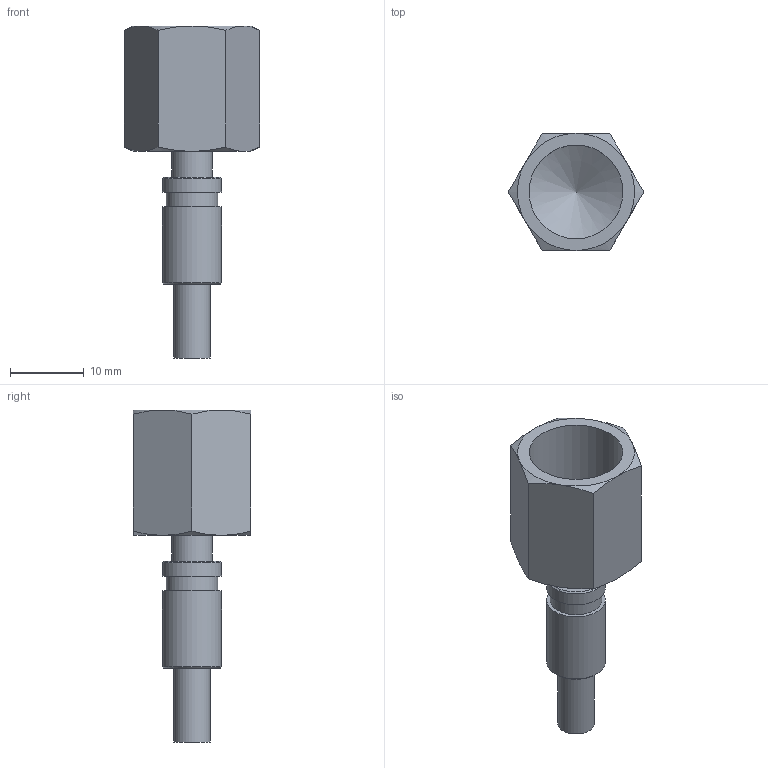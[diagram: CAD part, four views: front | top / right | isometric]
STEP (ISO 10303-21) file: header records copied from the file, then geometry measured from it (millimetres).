
FILE_DESCRIPTION(/* description */ (''),/* implementation_level */ '2;1');
FILE_NAME(/* name */ 'PNK-MG05-J1-2-TP.stp',/* time_stamp */ '2025-01-07T09:57:47-03:00',/* author */ ('Jefferson'),/* organization */ (''),/* preprocessor_version */ 'ST-DEVELOPER v19',/* originating_system */ 'Autodesk Inventor 2023',/* authorisation */ '');
FILE_SCHEMA (('AUTOMOTIVE_DESIGN { 1 0 10303 214 3 1 1 }'));
Length unit declared in the file: millimetre
Products named in the file (1): PNK-MG05-J1-2-TP
Bounding box: 18.33 x 15.88 x 45 mm (x, y, z)
Volume: 3226.9 mm3; surface area: 2512 mm2
Topology: 1 solids, 1 shells, 240 faces, 624 edges, 411 vertices
Faces by surface type: plane 145, bspline 72, cone 16, cylinder 7
Full cylindrical faces by diameter (mm): 1.5 x1, 5 x1, 5.5 x1, 7 x1, 8 x2, 12.7 x1
Entity records: 7675 total; most frequent: CARTESIAN_POINT 2259, ORIENTED_EDGE 1246, DIRECTION 823, EDGE_CURVE 623, LINE 425, VECTOR 425, VERTEX_POINT 411, EDGE_LOOP 266
